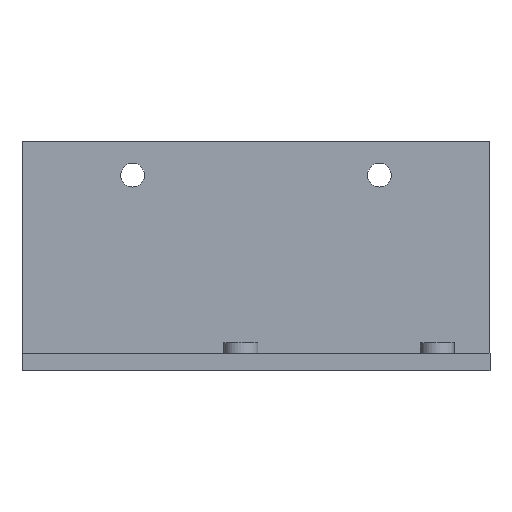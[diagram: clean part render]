
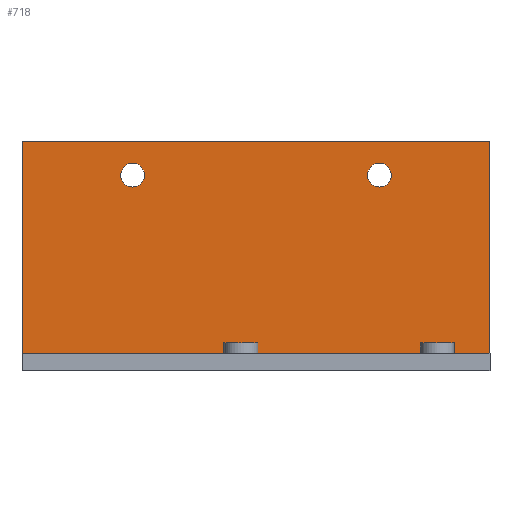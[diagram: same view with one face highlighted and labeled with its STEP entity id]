
A CAD part, top view. The second image highlights one B-rep face of the part: STEP entity #718.
In plain terms, the highlighted face is planar.
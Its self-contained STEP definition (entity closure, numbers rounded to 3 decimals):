
#37=FACE_BOUND('',#172,.T.);
#38=FACE_BOUND('',#173,.T.);
#68=PLANE('',#801);
#110=FACE_OUTER_BOUND('',#171,.T.);
#171=EDGE_LOOP('',(#653,#654,#655,#656,#657));
#172=EDGE_LOOP('',(#658));
#173=EDGE_LOOP('',(#659));
#188=LINE('',#1097,#253);
#193=LINE('',#1107,#258);
#196=LINE('',#1113,#261);
#199=LINE('',#1118,#264);
#201=LINE('',#1121,#266);
#253=VECTOR('',#904,10.);
#258=VECTOR('',#911,10.);
#261=VECTOR('',#916,10.);
#264=VECTOR('',#921,10.);
#266=VECTOR('',#925,10.);
#327=CIRCLE('',#774,1.4);
#330=CIRCLE('',#802,1.4);
#353=VERTEX_POINT('',#1087);
#356=VERTEX_POINT('',#1094);
#357=VERTEX_POINT('',#1096);
#361=VERTEX_POINT('',#1106);
#363=VERTEX_POINT('',#1112);
#364=VERTEX_POINT('',#1117);
#390=VERTEX_POINT('',#1206);
#423=EDGE_CURVE('',#353,#353,#327,.T.);
#427=EDGE_CURVE('',#357,#356,#188,.T.);
#432=EDGE_CURVE('',#361,#357,#193,.T.);
#435=EDGE_CURVE('',#363,#361,#196,.T.);
#438=EDGE_CURVE('',#364,#363,#199,.T.);
#440=EDGE_CURVE('',#364,#356,#201,.T.);
#480=EDGE_CURVE('',#390,#390,#330,.T.);
#653=ORIENTED_EDGE('',*,*,#427,.T.);
#654=ORIENTED_EDGE('',*,*,#440,.F.);
#655=ORIENTED_EDGE('',*,*,#438,.T.);
#656=ORIENTED_EDGE('',*,*,#435,.T.);
#657=ORIENTED_EDGE('',*,*,#432,.T.);
#658=ORIENTED_EDGE('',*,*,#423,.T.);
#659=ORIENTED_EDGE('',*,*,#480,.T.);
#718=ADVANCED_FACE('',(#110,#37,#38),#68,.T.);
#774=AXIS2_PLACEMENT_3D('',#1088,#897,#898);
#801=AXIS2_PLACEMENT_3D('',#1205,#1005,#1006);
#802=AXIS2_PLACEMENT_3D('',#1207,#1007,#1008);
#897=DIRECTION('center_axis',(0.,1.,0.));
#898=DIRECTION('ref_axis',(-1.,0.,0.));
#904=DIRECTION('',(-1.,0.,0.));
#911=DIRECTION('',(0.,0.,1.));
#916=DIRECTION('',(1.,0.,0.));
#921=DIRECTION('',(0.,0.,-1.));
#925=DIRECTION('',(1.,0.,0.));
#1005=DIRECTION('center_axis',(0.,-1.,0.));
#1006=DIRECTION('ref_axis',(0.,0.,-1.));
#1007=DIRECTION('center_axis',(0.,1.,0.));
#1008=DIRECTION('ref_axis',(-1.,0.,0.));
#1087=CARTESIAN_POINT('',(-0.153,17.981,-20.));
#1088=CARTESIAN_POINT('Origin',(-1.553,17.981,-20.));
#1094=CARTESIAN_POINT('',(40.447,17.981,1.));
#1096=CARTESIAN_POINT('',(40.448,17.981,1.));
#1097=CARTESIAN_POINT('',(40.448,17.981,1.));
#1106=CARTESIAN_POINT('',(40.448,17.981,-24.));
#1107=CARTESIAN_POINT('',(40.448,17.981,-24.));
#1112=CARTESIAN_POINT('',(-14.553,17.981,-24.));
#1113=CARTESIAN_POINT('',(-14.553,17.981,-24.));
#1117=CARTESIAN_POINT('',(-14.553,17.981,1.));
#1118=CARTESIAN_POINT('',(-14.553,17.981,-24.));
#1121=CARTESIAN_POINT('',(12.947,17.981,1.));
#1205=CARTESIAN_POINT('Origin',(12.947,17.981,-11.5));
#1206=CARTESIAN_POINT('',(28.847,17.981,-20.));
#1207=CARTESIAN_POINT('Origin',(27.447,17.981,-20.));
